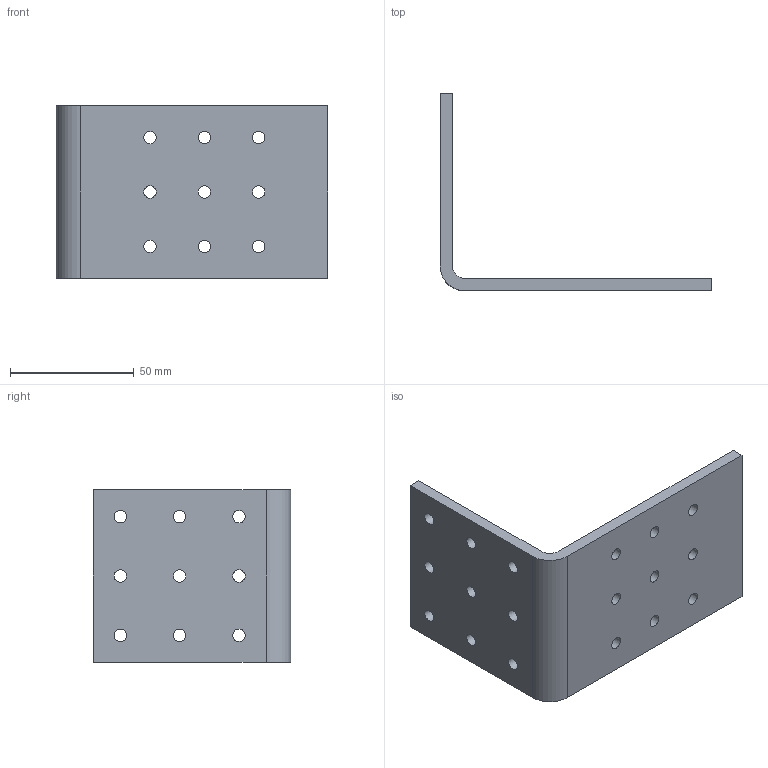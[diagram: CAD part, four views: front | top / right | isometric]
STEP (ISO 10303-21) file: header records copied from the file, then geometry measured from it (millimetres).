
FILE_DESCRIPTION( ( 'STEP AP214' ), ' ' );
FILE_NAME( 'L_Bracket_-_70-5-80_3_5_24-110_3_5_22.stp', '2017-03-30T05:09:25', ( '' ), ( '' ), ' ', 'PARTsolutions', ' ' );
FILE_SCHEMA( ( 'AUTOMOTIVE_DESIGN { 1 0 10303 214 1 1 1 1 }' ) );
Length unit declared in the file: millimetre
Products named in the file (1): _L Bracket - 70-5-80/3/5/24-110/3/5/22
Bounding box: 110 x 80 x 70 mm (x, y, z)
Volume: 61856.2 mm3; surface area: 28674 mm2
Topology: 1 solids, 1 shells, 28 faces, 78 edges, 52 vertices
Faces by surface type: cylinder 20, plane 8
Full cylindrical faces by diameter (mm): 5 x18
Entity records: 1144 total; most frequent: DIRECTION 158, CARTESIAN_POINT 141, ORIENTED_EDGE 120, EDGE_LOOP 82, AXIS2_PLACEMENT_3D 69, EDGE_CURVE 60, VERTEX_POINT 52, FACE_OUTER_BOUND 46
